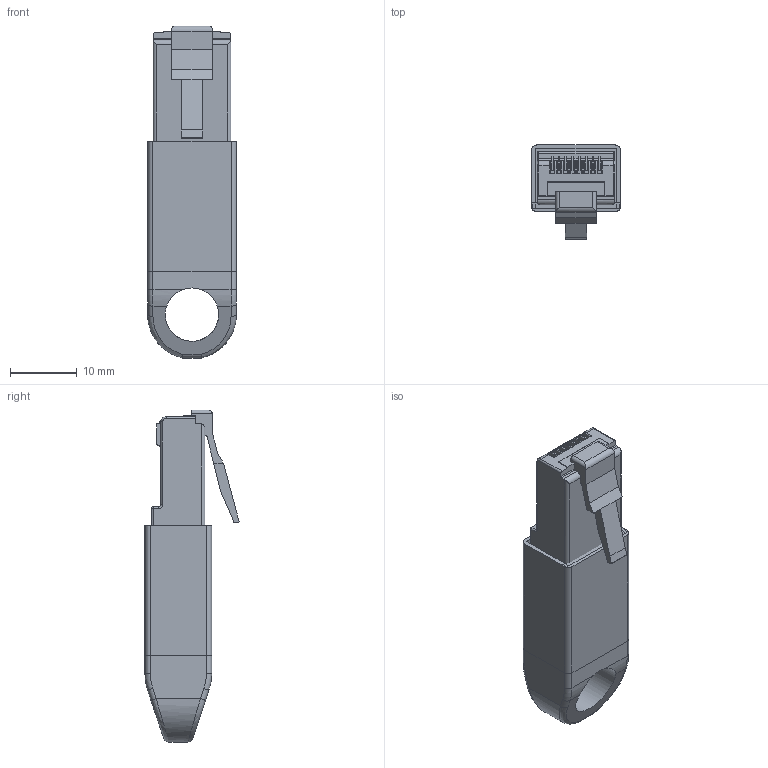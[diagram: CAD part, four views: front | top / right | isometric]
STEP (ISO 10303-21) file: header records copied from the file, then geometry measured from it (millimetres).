
FILE_DESCRIPTION(('FreeCAD Model'),'2;1');
FILE_NAME('BLU.step', '2020-03-25T07:51:18',('Author'),(''), 'Open CASCADE STEP processor 7.3','FreeCAD','Unknown');
FILE_SCHEMA(('AUTOMOTIVE_DESIGN { 1 0 10303 214 1 1 1 1 }'));
Length unit declared in the file: millimetre
Products named in the file (3): Blue_Marcel; Body; 44915-0011
Assembly tree (2 placements, depth 2):
  Blue_Marcel
    Body
    44915-0011
Bounding box: 13.3 x 14.11 x 49.75 mm (x, y, z)
Volume: 2609.3 mm3; surface area: 4672.7 mm2
Topology: 2 solids, 2 shells, 469 faces, 1295 edges, 828 vertices
Faces by surface type: plane 248, cylinder 131, bspline 62, torus 24, sphere 4
Full cylindrical faces by diameter (mm): 8 x1
Entity records: 18492 total; most frequent: CARTESIAN_POINT 6654, ORIENTED_EDGE 2590, DIRECTION 2306, EDGE_CURVE 1295, LINE 842, VECTOR 842, VERTEX_POINT 828, AXIS2_PLACEMENT_3D 732
